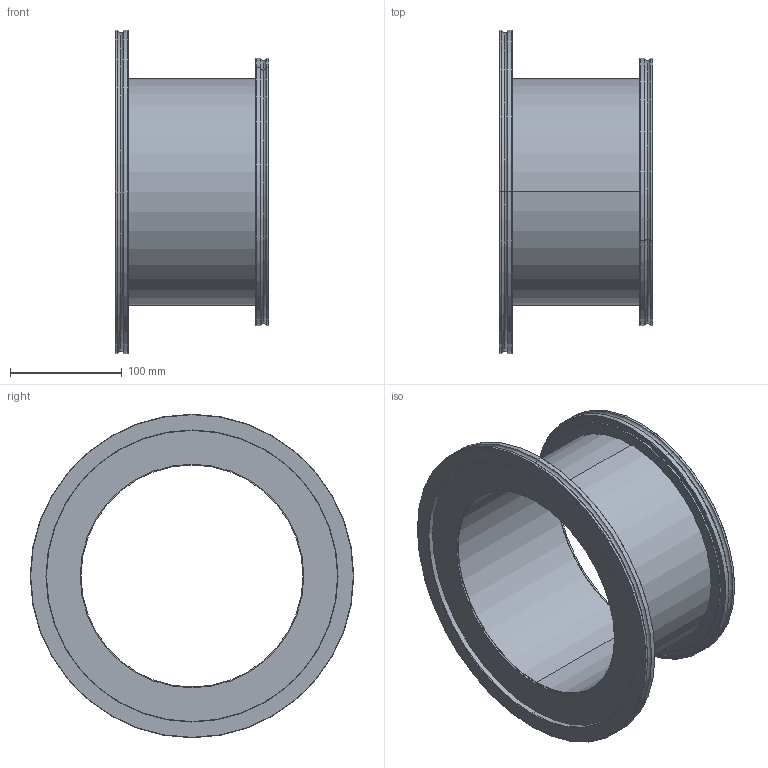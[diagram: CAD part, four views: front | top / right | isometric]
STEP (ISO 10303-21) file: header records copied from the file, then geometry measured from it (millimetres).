
FILE_DESCRIPTION (( 'STEP AP214' ), '1' );
FILE_NAME ('Hositrad_ISO200-250R.STEP', '2017-06-06T08:13:34', ( 'Gebruiker' ), ( '' ), 'SwSTEP 2.0', 'SolidWorks 2017', '' );
FILE_SCHEMA (( 'AUTOMOTIVE_DESIGN' ));
Length unit declared in the file: millimetre
Products named in the file (4): ISO-K-Reducer-Tube-All_ISO200-250R; ISO-K-Weld-All_ISO250-203; Hositrad_ISO200-250R; ISO-K-Weld-All_ISO200-203
Assembly tree (3 placements, depth 2):
  Hositrad_ISO200-250R
    ISO-K-Reducer-Tube-All_ISO200-250R
    ISO-K-Weld-All_ISO200-203
    ISO-K-Weld-All_ISO250-203
Bounding box: 138 x 290 x 290 mm (x, y, z)
Volume: 563743 mm3; surface area: 302263.6 mm2
Topology: 3 solids, 3 shells, 74 faces, 148 edges, 88 vertices
Faces by surface type: cylinder 32, cone 20, plane 14, torus 8
Entity records: 2098 total; most frequent: DIRECTION 404, CARTESIAN_POINT 316, ORIENTED_EDGE 296, AXIS2_PLACEMENT_3D 176, EDGE_CURVE 148, CIRCLE 96, VERTEX_POINT 88, EDGE_LOOP 88
